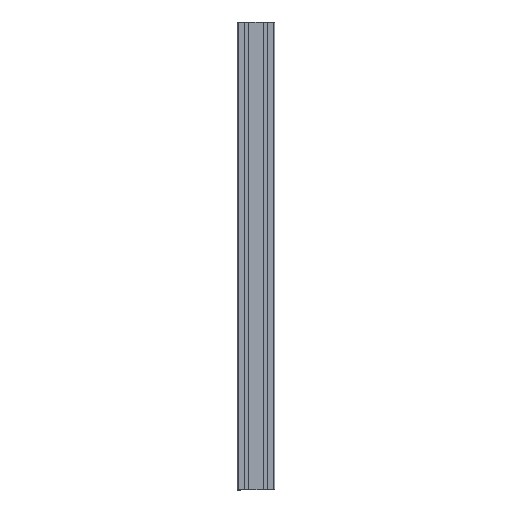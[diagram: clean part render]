
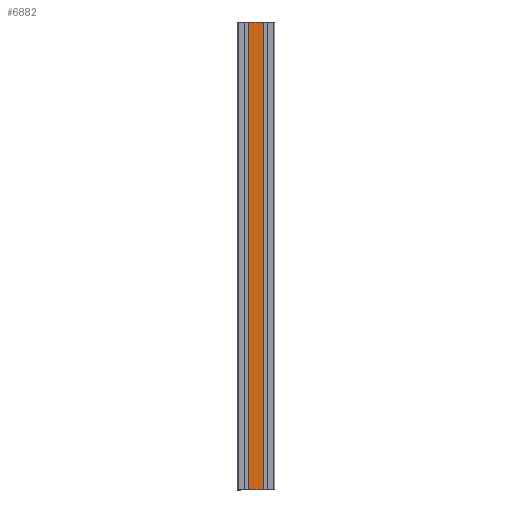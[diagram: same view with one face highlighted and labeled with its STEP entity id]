
A CAD part, front view. The second image highlights one B-rep face of the part: STEP entity #6882.
In plain terms, the highlighted planar face has unit normal (0, -1, 0).
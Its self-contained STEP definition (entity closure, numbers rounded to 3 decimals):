
#3488=ORIENTED_EDGE('',*,*,#4917,.T.);
#3489=ORIENTED_EDGE('',*,*,#4918,.F.);
#3490=ORIENTED_EDGE('',*,*,#4914,.F.);
#3491=ORIENTED_EDGE('',*,*,#4919,.T.);
#4080=VECTOR('',#5612,1.);
#4083=VECTOR('',#5617,1.);
#4084=VECTOR('',#5618,1.);
#4085=VECTOR('',#5619,1.);
#4384=LINE('',#6228,#4080);
#4387=LINE('',#6234,#4083);
#4388=LINE('',#6235,#4084);
#4389=LINE('',#6236,#4085);
#4648=VERTEX_POINT('',#6226);
#4649=VERTEX_POINT('',#6227);
#4650=VERTEX_POINT('',#6232);
#4651=VERTEX_POINT('',#6233);
#4914=EDGE_CURVE('',#4648,#4649,#4384,.T.);
#4917=EDGE_CURVE('',#4650,#4651,#4387,.T.);
#4918=EDGE_CURVE('',#4649,#4651,#4388,.T.);
#4919=EDGE_CURVE('',#4648,#4650,#4389,.T.);
#5144=EDGE_LOOP('',(#3488,#3489,#3490,#3491));
#5280=FACE_BOUND('',#5144,.T.);
#5612=DIRECTION('',(-1000.,0.,0.));
#5615=DIRECTION('',(0.,-1.,0.));
#5616=DIRECTION('',(-1.,0.,0.));
#5617=DIRECTION('',(-1000.,0.,0.));
#5618=DIRECTION('',(0.,0.,31.8));
#5619=DIRECTION('',(0.,0.,31.8));
#6226=CARTESIAN_POINT('',(1000.,-20.,-15.9));
#6227=CARTESIAN_POINT('',(0.,-20.,-15.9));
#6228=CARTESIAN_POINT('',(1000.,-20.,-15.9));
#6231=CARTESIAN_POINT('',(1000.,-20.,15.9));
#6232=CARTESIAN_POINT('',(1000.,-20.,15.9));
#6233=CARTESIAN_POINT('',(0.,-20.,15.9));
#6234=CARTESIAN_POINT('',(1000.,-20.,15.9));
#6235=CARTESIAN_POINT('',(0.,-20.,-15.9));
#6236=CARTESIAN_POINT('',(1000.,-20.,-15.9));
#6652=AXIS2_PLACEMENT_3D('',#6231,#5615,#5616);
#6777=PLANE('',#6652);
#6882=ADVANCED_FACE('',(#5280),#6777,.T.);
